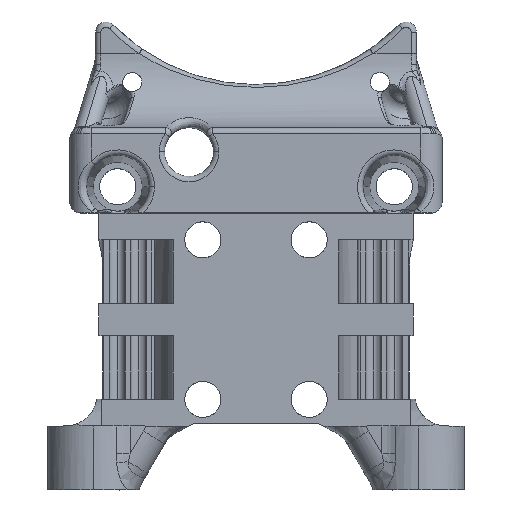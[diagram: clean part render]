
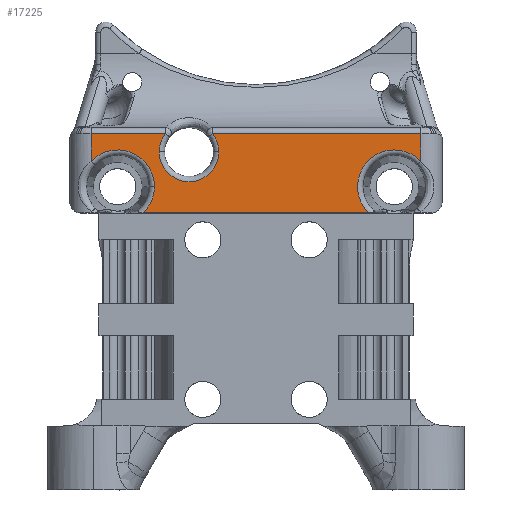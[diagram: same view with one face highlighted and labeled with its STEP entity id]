
A CAD part, top view. The second image highlights one B-rep face of the part: STEP entity #17225.
In plain terms, the highlighted planar face has unit normal (0, 0, 1).
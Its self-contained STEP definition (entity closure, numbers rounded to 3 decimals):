
#92 = DIRECTION ( 'NONE',  ( 0., 1., 0. ) ) ;
#362 = DIRECTION ( 'NONE',  ( 0., -1., 0. ) ) ;
#397 = CIRCLE ( 'NONE', #11986, 3.449 ) ;
#488 = VERTEX_POINT ( 'NONE', #9471 ) ;
#583 = VERTEX_POINT ( 'NONE', #18918 ) ;
#704 = CARTESIAN_POINT ( 'NONE',  ( -12.5, 13., 7.9 ) ) ;
#710 = CARTESIAN_POINT ( 'NONE',  ( -10.025, 10.597, 7.9 ) ) ;
#781 = DIRECTION ( 'NONE',  ( 0., 1., 0. ) ) ;
#807 = DIRECTION ( 'NONE',  ( 0., 0., -1. ) ) ;
#942 = LINE ( 'NONE', #5913, #1503 ) ;
#1343 = ORIENTED_EDGE ( 'NONE', *, *, #5979, .T. ) ;
#1503 = VECTOR ( 'NONE', #18507, 1000. ) ;
#2068 = CARTESIAN_POINT ( 'NONE',  ( -17.475, -8.509, 7.9 ) ) ;
#2644 = ORIENTED_EDGE ( 'NONE', *, *, #15980, .T. ) ;
#3248 = CARTESIAN_POINT ( 'NONE',  ( -15.754, -6.3, 7.9 ) ) ;
#3422 = ORIENTED_EDGE ( 'NONE', *, *, #15108, .T. ) ;
#3704 = EDGE_CURVE ( 'NONE', #18839, #18972, #5097, .T. ) ;
#3855 = CARTESIAN_POINT ( 'NONE',  ( -10.025, -17.5, 7.9 ) ) ;
#3893 = CARTESIAN_POINT ( 'NONE',  ( -15.754, -3.5, 7.9 ) ) ;
#3916 = CARTESIAN_POINT ( 'NONE',  ( -17.475, 0., 7.9 ) ) ;
#4019 = DIRECTION ( 'NONE',  ( 0., 1., 0. ) ) ;
#4062 = LINE ( 'NONE', #3855, #4925 ) ;
#4331 = ORIENTED_EDGE ( 'NONE', *, *, #18835, .T. ) ;
#4675 = VECTOR ( 'NONE', #362, 1000. ) ;
#4925 = VECTOR ( 'NONE', #19981, 1000. ) ;
#5097 = CIRCLE ( 'NONE', #11754, 2.8 ) ;
#5250 = CARTESIAN_POINT ( 'NONE',  ( -12.5, -9.551, 7.9 ) ) ;
#5627 = VECTOR ( 'NONE', #7642, 1000. ) ;
#5671 = DIRECTION ( 'NONE',  ( 0., 0., -1. ) ) ;
#5870 = DIRECTION ( 'NONE',  ( 0., 1., 0. ) ) ;
#5913 = CARTESIAN_POINT ( 'NONE',  ( 11., -15.5, 7.9 ) ) ;
#5943 = DIRECTION ( 'NONE',  ( 0., 1., 0. ) ) ;
#5979 = EDGE_CURVE ( 'NONE', #7167, #488, #942, .T. ) ;
#6119 = DIRECTION ( 'NONE',  ( 0., 0., -1. ) ) ;
#6352 = VECTOR ( 'NONE', #10243, 1000. ) ;
#6378 = CARTESIAN_POINT ( 'NONE',  ( -17.475, 15.5, 7.9 ) ) ;
#6392 = LINE ( 'NONE', #16369, #4675 ) ;
#7167 = VERTEX_POINT ( 'NONE', #7819 ) ;
#7338 = CIRCLE ( 'NONE', #16978, 3.449 ) ;
#7564 = FACE_OUTER_BOUND ( 'NONE', #13072, .T. ) ;
#7642 = DIRECTION ( 'NONE',  ( -1., 0., 0. ) ) ;
#7721 = DIRECTION ( 'NONE',  ( 0., 0., -1. ) ) ;
#7783 = PLANE ( 'NONE',  #8645 ) ;
#7819 = CARTESIAN_POINT ( 'NONE',  ( -17.475, -15.5, 7.9 ) ) ;
#7978 = CARTESIAN_POINT ( 'NONE',  ( -15.754, -6.3, 7.9 ) ) ;
#8009 = AXIS2_PLACEMENT_3D ( 'NONE', #11795, #807, #5870 ) ;
#8645 = AXIS2_PLACEMENT_3D ( 'NONE', #20168, #6119, #20071 ) ;
#8720 = VERTEX_POINT ( 'NONE', #710 ) ;
#8870 = EDGE_CURVE ( 'NONE', #583, #8720, #4062, .T. ) ;
#9236 = ORIENTED_EDGE ( 'NONE', *, *, #9790, .T. ) ;
#9471 = CARTESIAN_POINT ( 'NONE',  ( -14.877, -15.5, 7.9 ) ) ;
#9583 = DIRECTION ( 'NONE',  ( 0., 1., 0. ) ) ;
#9653 = ORIENTED_EDGE ( 'NONE', *, *, #16023, .T. ) ;
#9790 = EDGE_CURVE ( 'NONE', #18972, #11057, #16563, .T. ) ;
#10243 = DIRECTION ( 'NONE',  ( 0., -1., 0. ) ) ;
#10967 = LINE ( 'NONE', #18471, #5627 ) ;
#11057 = VERTEX_POINT ( 'NONE', #2068 ) ;
#11128 = EDGE_CURVE ( 'NONE', #8720, #19332, #11919, .T. ) ;
#11263 = EDGE_CURVE ( 'NONE', #19332, #17529, #10967, .T. ) ;
#11754 = AXIS2_PLACEMENT_3D ( 'NONE', #7978, #17561, #92 ) ;
#11795 = CARTESIAN_POINT ( 'NONE',  ( -15.754, -6.3, 7.9 ) ) ;
#11919 = CIRCLE ( 'NONE', #13913, 3.449 ) ;
#11986 = AXIS2_PLACEMENT_3D ( 'NONE', #16384, #19712, #781 ) ;
#12500 = CARTESIAN_POINT ( 'NONE',  ( -15.754, -9.1, 7.9 ) ) ;
#12562 = AXIS2_PLACEMENT_3D ( 'NONE', #3248, #17293, #9583 ) ;
#13072 = EDGE_LOOP ( 'NONE', ( #3422, #2644, #20373, #9236, #9653, #1343, #14004, #4331, #16856, #14535, #18652 ) ) ;
#13913 = AXIS2_PLACEMENT_3D ( 'NONE', #704, #5671, #4019 ) ;
#14004 = ORIENTED_EDGE ( 'NONE', *, *, #18225, .T. ) ;
#14535 = ORIENTED_EDGE ( 'NONE', *, *, #11128, .T. ) ;
#14841 = VERTEX_POINT ( 'NONE', #20034 ) ;
#15108 = EDGE_CURVE ( 'NONE', #17529, #14841, #6392, .T. ) ;
#15980 = EDGE_CURVE ( 'NONE', #14841, #18839, #16981, .T. ) ;
#16023 = EDGE_CURVE ( 'NONE', #11057, #7167, #18166, .T. ) ;
#16369 = CARTESIAN_POINT ( 'NONE',  ( -17.475, 0., 7.9 ) ) ;
#16384 = CARTESIAN_POINT ( 'NONE',  ( -12.5, -13., 7.9 ) ) ;
#16563 = CIRCLE ( 'NONE', #12562, 2.8 ) ;
#16856 = ORIENTED_EDGE ( 'NONE', *, *, #8870, .T. ) ;
#16978 = AXIS2_PLACEMENT_3D ( 'NONE', #20209, #7721, #5943 ) ;
#16981 = CIRCLE ( 'NONE', #8009, 2.8 ) ;
#17225 = ADVANCED_FACE ( 'NONE', ( #7564 ), #7783, .F. ) ;
#17293 = DIRECTION ( 'NONE',  ( 0., 0., -1. ) ) ;
#17417 = VERTEX_POINT ( 'NONE', #5250 ) ;
#17529 = VERTEX_POINT ( 'NONE', #6378 ) ;
#17561 = DIRECTION ( 'NONE',  ( 0., 0., -1. ) ) ;
#18166 = LINE ( 'NONE', #3916, #6352 ) ;
#18225 = EDGE_CURVE ( 'NONE', #488, #17417, #7338, .T. ) ;
#18471 = CARTESIAN_POINT ( 'NONE',  ( 11., 15.5, 7.9 ) ) ;
#18507 = DIRECTION ( 'NONE',  ( 1., 0., 0. ) ) ;
#18652 = ORIENTED_EDGE ( 'NONE', *, *, #11263, .T. ) ;
#18835 = EDGE_CURVE ( 'NONE', #17417, #583, #397, .T. ) ;
#18839 = VERTEX_POINT ( 'NONE', #3893 ) ;
#18918 = CARTESIAN_POINT ( 'NONE',  ( -10.025, -10.597, 7.9 ) ) ;
#18972 = VERTEX_POINT ( 'NONE', #12500 ) ;
#19332 = VERTEX_POINT ( 'NONE', #19870 ) ;
#19712 = DIRECTION ( 'NONE',  ( 0., 0., -1. ) ) ;
#19870 = CARTESIAN_POINT ( 'NONE',  ( -14.877, 15.5, 7.9 ) ) ;
#19981 = DIRECTION ( 'NONE',  ( 0., 1., 0. ) ) ;
#20034 = CARTESIAN_POINT ( 'NONE',  ( -17.475, -4.091, 7.9 ) ) ;
#20071 = DIRECTION ( 'NONE',  ( 0., 1., 0. ) ) ;
#20168 = CARTESIAN_POINT ( 'NONE',  ( 11., 0., 7.9 ) ) ;
#20209 = CARTESIAN_POINT ( 'NONE',  ( -12.5, -13., 7.9 ) ) ;
#20373 = ORIENTED_EDGE ( 'NONE', *, *, #3704, .T. ) ;
